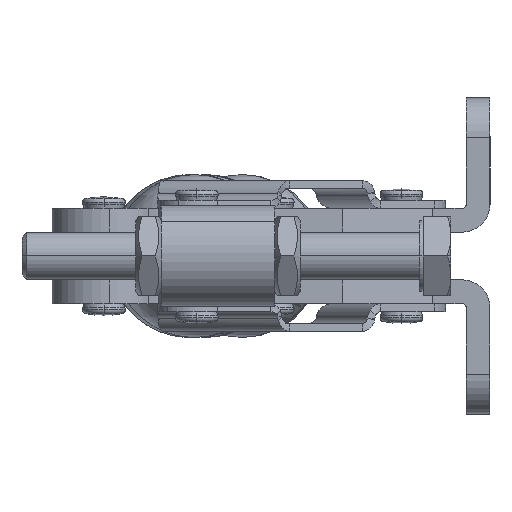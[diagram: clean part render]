
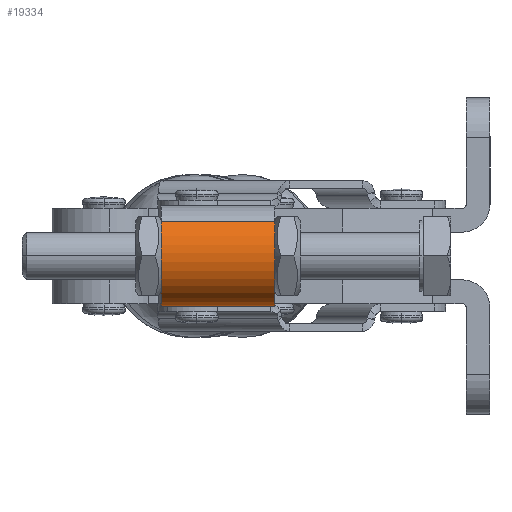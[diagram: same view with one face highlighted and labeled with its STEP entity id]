
A CAD part, left-side view. The second image highlights one B-rep face of the part: STEP entity #19334.
In plain terms, the highlighted cylindrical face has radius 6.35 mm (diameter 12.7 mm), a partial arc.
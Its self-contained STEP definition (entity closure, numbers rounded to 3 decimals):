
#17734=CARTESIAN_POINT('',(-143.485,60.938,-9.189));
#17735=VERTEX_POINT('',#17734);
#17736=CARTESIAN_POINT('',(-143.485,75.188,-9.189));
#17737=VERTEX_POINT('',#17736);
#17738=CARTESIAN_POINT('',(-143.485,60.938,-9.189));
#17739=DIRECTION('',(0.0,1.0,0.0));
#17740=VECTOR('',#17739,14.25);
#17741=LINE('',#17738,#17740);
#17742=EDGE_CURVE('',#17735,#17737,#17741,.T.);
#17744=CARTESIAN_POINT('',(-140.646,60.938,3.189));
#17745=VERTEX_POINT('',#17744);
#17753=CARTESIAN_POINT('',(-140.646,75.188,3.189));
#17754=VERTEX_POINT('',#17753);
#17755=CARTESIAN_POINT('',(-140.646,75.188,3.189));
#17756=DIRECTION('',(0.0,-1.0,0.0));
#17757=VECTOR('',#17756,14.25);
#17758=LINE('',#17755,#17757);
#17759=EDGE_CURVE('',#17754,#17745,#17758,.T.);
#19311=CARTESIAN_POINT('',(-142.065,60.938,-3.));
#19312=DIRECTION('',(0.,1.,0.));
#19313=DIRECTION('',(-0.224,0.,-0.975));
#19314=AXIS2_PLACEMENT_3D('',#19311,#19312,#19313);
#19315=CYLINDRICAL_SURFACE('',#19314,6.35);
#19316=ORIENTED_EDGE('',*,*,#17742,.T.);
#19317=CARTESIAN_POINT('',(-142.065,75.188,-3.));
#19318=DIRECTION('',(0.,-1.,0.));
#19319=DIRECTION('',(-0.224,0.,-0.975));
#19320=AXIS2_PLACEMENT_3D('',#19317,#19318,#19319);
#19321=CIRCLE('',#19320,6.35);
#19322=EDGE_CURVE('',#17737,#17754,#19321,.T.);
#19323=ORIENTED_EDGE('',*,*,#19322,.T.);
#19324=ORIENTED_EDGE('',*,*,#17759,.T.);
#19325=CARTESIAN_POINT('',(-142.065,60.938,-3.));
#19326=DIRECTION('',(0.,-1.,0.));
#19327=DIRECTION('',(-0.224,0.,-0.975));
#19328=AXIS2_PLACEMENT_3D('',#19325,#19326,#19327);
#19329=CIRCLE('',#19328,6.35);
#19330=EDGE_CURVE('',#17735,#17745,#19329,.T.);
#19331=ORIENTED_EDGE('',*,*,#19330,.F.);
#19332=EDGE_LOOP('',(#19316,#19323,#19324,#19331));
#19333=FACE_OUTER_BOUND('',#19332,.T.);
#19334=ADVANCED_FACE('',(#19333),#19315,.T.);
